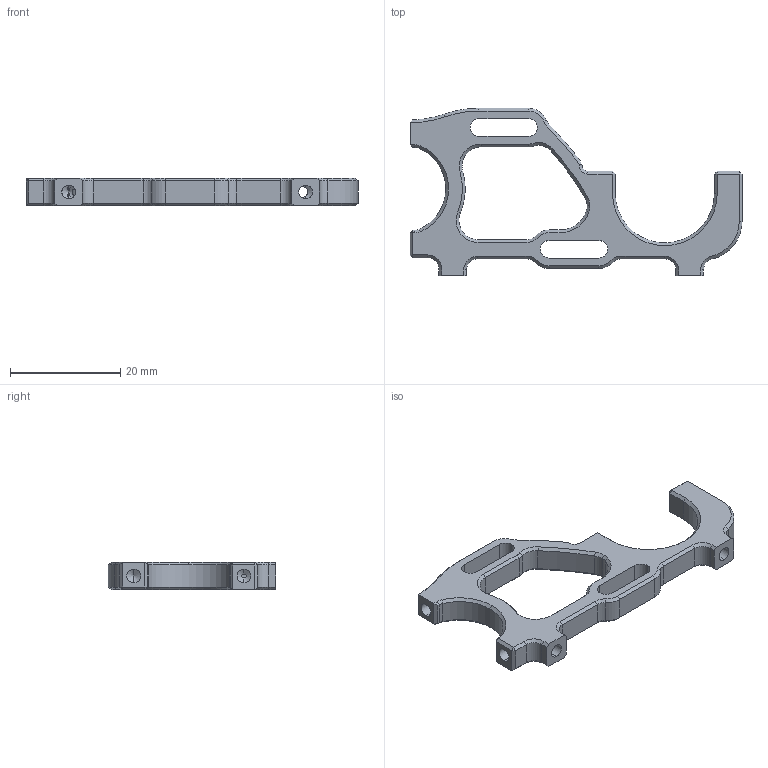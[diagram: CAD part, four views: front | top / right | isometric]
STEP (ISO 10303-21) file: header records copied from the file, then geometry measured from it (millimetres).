
FILE_DESCRIPTION (( 'STEP AP214' ), '1' );
FILE_NAME ('10- support Droite 2 parties.STEP', '2021-06-08T19:07:10', ( '' ), ( '' ), 'SwSTEP 2.0', 'SolidWorks 2019', '' );
FILE_SCHEMA (( 'AUTOMOTIVE_DESIGN' ));
Length unit declared in the file: millimetre
Products named in the file (1): 10- support Droite 2 parties
Bounding box: 60.24 x 30.38 x 5 mm (x, y, z)
Volume: 2918 mm3; surface area: 3026.3 mm2
Topology: 1 solids, 1 shells, 217 faces, 517 edges, 298 vertices
Faces by surface type: plane 86, cone 77, cylinder 54
Entity records: 6366 total; most frequent: CARTESIAN_POINT 1165, DIRECTION 1094, ORIENTED_EDGE 1018, EDGE_CURVE 509, AXIS2_PLACEMENT_3D 387, VECTOR 320, LINE 320, VERTEX_POINT 298
